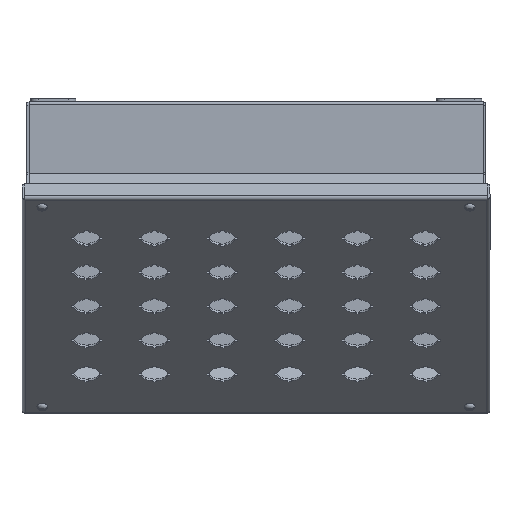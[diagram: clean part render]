
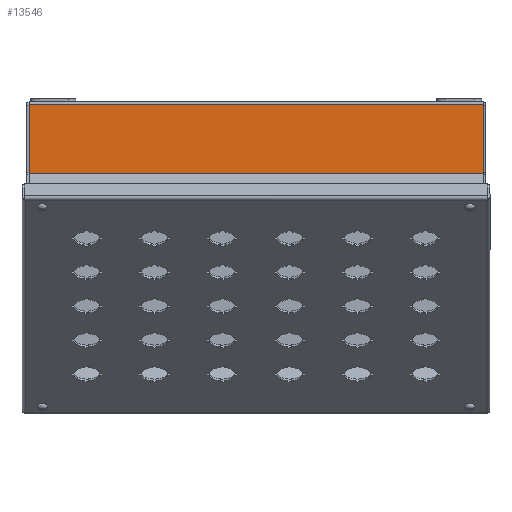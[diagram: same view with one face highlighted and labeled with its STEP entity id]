
A CAD part, top view. The second image highlights one B-rep face of the part: STEP entity #13546.
In plain terms, the highlighted planar face has unit normal (0, 0, 1).
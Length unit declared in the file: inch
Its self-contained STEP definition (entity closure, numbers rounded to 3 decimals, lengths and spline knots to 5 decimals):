
#40 = CARTESIAN_POINT ( 'NONE',  ( 7.553, 4.1698, 6.30767 ) ) ;
#1220 = EDGE_CURVE ( 'NONE', #13649, #1862, #2392, .T. ) ;
#1840 = VECTOR ( 'NONE', #16005, 39.37008 ) ;
#1862 = VERTEX_POINT ( 'NONE', #40 ) ;
#2392 = LINE ( 'NONE', #5631, #1840 ) ;
#3850 = LINE ( 'NONE', #30172, #14859 ) ;
#5631 = CARTESIAN_POINT ( 'NONE',  ( -7.553, 4.1698, 6.30767 ) ) ;
#7661 = DIRECTION ( 'NONE',  ( -1., 0., 0. ) ) ;
#7712 = EDGE_LOOP ( 'NONE', ( #29303, #9102, #20978, #10762 ) ) ;
#8144 = CARTESIAN_POINT ( 'NONE',  ( -7.553, 1.88144, 6.30767 ) ) ;
#9102 = ORIENTED_EDGE ( 'NONE', *, *, #18630, .F. ) ;
#9412 = DIRECTION ( 'NONE',  ( 0., 1., 0. ) ) ;
#9575 = VERTEX_POINT ( 'NONE', #8144 ) ;
#10762 = ORIENTED_EDGE ( 'NONE', *, *, #24563, .T. ) ;
#13286 = LINE ( 'NONE', #24731, #19455 ) ;
#13546 = ADVANCED_FACE ( 'NONE', ( #26071 ), #20341, .F. ) ;
#13649 = VERTEX_POINT ( 'NONE', #35004 ) ;
#14859 = VECTOR ( 'NONE', #9412, 39.37008 ) ;
#16005 = DIRECTION ( 'NONE',  ( 1., 0., 0. ) ) ;
#18630 = EDGE_CURVE ( 'NONE', #9575, #13649, #13286, .T. ) ;
#19455 = VECTOR ( 'NONE', #30251, 39.37008 ) ;
#20341 = PLANE ( 'NONE',  #28593 ) ;
#20978 = ORIENTED_EDGE ( 'NONE', *, *, #24747, .F. ) ;
#23420 = VERTEX_POINT ( 'NONE', #25651 ) ;
#24563 = EDGE_CURVE ( 'NONE', #23420, #1862, #3850, .T. ) ;
#24731 = CARTESIAN_POINT ( 'NONE',  ( -7.553, -5.4097, 6.30767 ) ) ;
#24747 = EDGE_CURVE ( 'NONE', #23420, #9575, #33587, .T. ) ;
#25332 = CARTESIAN_POINT ( 'NONE',  ( -7.553, 4.2778, 6.30767 ) ) ;
#25651 = CARTESIAN_POINT ( 'NONE',  ( 7.553, 1.88144, 6.30767 ) ) ;
#26071 = FACE_OUTER_BOUND ( 'NONE', #7712, .T. ) ;
#28558 = DIRECTION ( 'NONE',  ( -1., 0., 0. ) ) ;
#28593 = AXIS2_PLACEMENT_3D ( 'NONE', #25332, #31217, #28558 ) ;
#29303 = ORIENTED_EDGE ( 'NONE', *, *, #1220, .F. ) ;
#30172 = CARTESIAN_POINT ( 'NONE',  ( 7.553, -5.69967, 6.30767 ) ) ;
#30251 = DIRECTION ( 'NONE',  ( 0., 1., 0. ) ) ;
#31217 = DIRECTION ( 'NONE',  ( 0., 0., -1. ) ) ;
#31487 = CARTESIAN_POINT ( 'NONE',  ( -7.553, 1.88144, 6.30767 ) ) ;
#33587 = LINE ( 'NONE', #31487, #36162 ) ;
#35004 = CARTESIAN_POINT ( 'NONE',  ( -7.553, 4.1698, 6.30767 ) ) ;
#36162 = VECTOR ( 'NONE', #7661, 39.37008 ) ;
